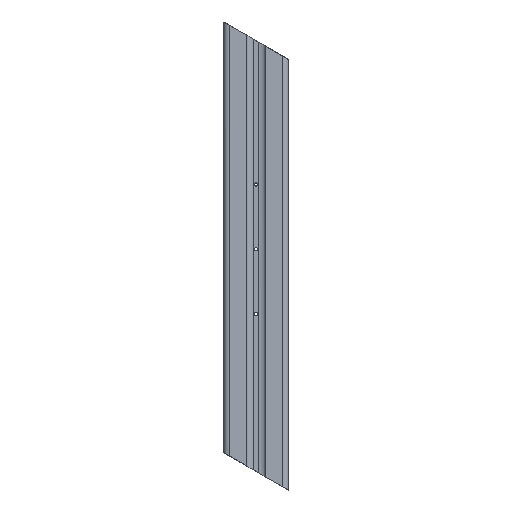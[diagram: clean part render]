
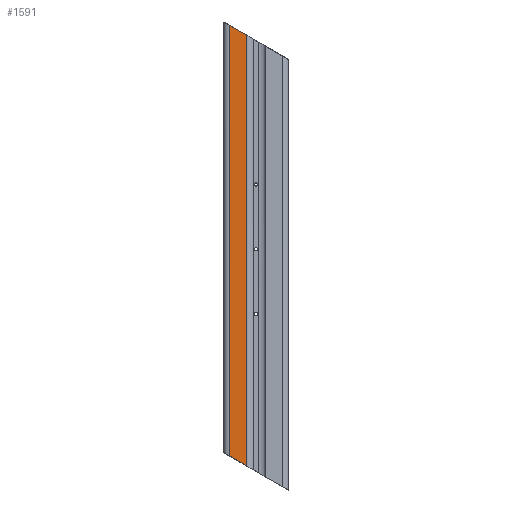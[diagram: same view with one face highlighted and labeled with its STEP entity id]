
A CAD part, front view. The second image highlights one B-rep face of the part: STEP entity #1591.
In plain terms, the highlighted planar face has unit normal (0, -1, 0).
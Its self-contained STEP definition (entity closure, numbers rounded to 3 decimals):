
#112=PLANE('',#1767);
#159=FACE_OUTER_BOUND('',#242,.T.);
#242=EDGE_LOOP('',(#1248,#1249,#1250,#1251));
#357=LINE('',#2645,#508);
#375=LINE('',#2720,#526);
#418=LINE('',#2876,#569);
#419=LINE('',#2877,#570);
#508=VECTOR('',#1927,10.);
#526=VECTOR('',#1985,10.);
#569=VECTOR('',#2114,1000.);
#570=VECTOR('',#2115,1000.);
#696=VERTEX_POINT('',#2642);
#697=VERTEX_POINT('',#2644);
#732=VERTEX_POINT('',#2716);
#734=VERTEX_POINT('',#2719);
#866=EDGE_CURVE('',#697,#696,#357,.T.);
#903=EDGE_CURVE('',#734,#732,#375,.T.);
#982=EDGE_CURVE('',#696,#734,#418,.T.);
#983=EDGE_CURVE('',#697,#732,#419,.T.);
#1248=ORIENTED_EDGE('',*,*,#866,.T.);
#1249=ORIENTED_EDGE('',*,*,#982,.T.);
#1250=ORIENTED_EDGE('',*,*,#903,.T.);
#1251=ORIENTED_EDGE('',*,*,#983,.F.);
#1591=ADVANCED_FACE('',(#159),#112,.F.);
#1767=AXIS2_PLACEMENT_3D('',#2875,#2112,#2113);
#1927=DIRECTION('',(-0.866,0.,0.5));
#1985=DIRECTION('',(0.866,0.,-0.5));
#2112=DIRECTION('center_axis',(0.,1.,0.));
#2113=DIRECTION('ref_axis',(1.,0.,0.));
#2114=DIRECTION('',(0.,0.,-1.));
#2115=DIRECTION('',(0.,0.,-1.));
#2642=CARTESIAN_POINT('',(-8.25,-10.,303.79));
#2644=CARTESIAN_POINT('',(-3.,-10.,300.759));
#2645=CARTESIAN_POINT('',(2.625,-10.,297.511));
#2716=CARTESIAN_POINT('',(-3.,-10.,167.968));
#2719=CARTESIAN_POINT('',(-8.25,-10.,170.999));
#2720=CARTESIAN_POINT('',(-36.139,-10.,187.1));
#2875=CARTESIAN_POINT('Origin',(-3.,-10.,304.8));
#2876=CARTESIAN_POINT('',(-8.25,-10.,304.8));
#2877=CARTESIAN_POINT('',(-3.,-10.,304.8));
